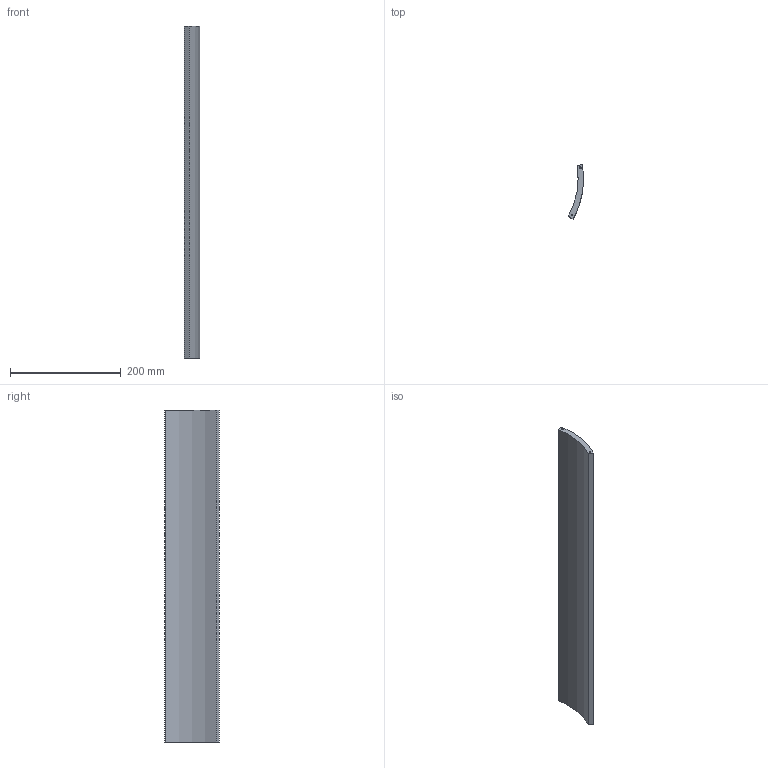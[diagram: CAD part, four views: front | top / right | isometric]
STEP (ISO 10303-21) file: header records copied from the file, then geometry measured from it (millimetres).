
FILE_DESCRIPTION(('FreeCAD Model'),'2;1');
FILE_NAME('pale_troncon2.step', '2019-02-25T16:15:46',('Author'),(''), 'Open CASCADE STEP processor 7.3','FreeCAD','Unknown');
FILE_SCHEMA(('AUTOMOTIVE_DESIGN { 1 0 10303 214 1 1 1 1 }'));
Length unit declared in the file: millimetre
Products named in the file (1): pale_troncon2
Bounding box: 27.7 x 98.13 x 600 mm (x, y, z)
Volume: 587810.5 mm3; surface area: 132692.1 mm2
Topology: 1 solids, 1 shells, 14 faces, 32 edges, 20 vertices
Faces by surface type: cylinder 6, plane 4, cone 4
Full cylindrical faces by diameter (mm): 3.3 x4
Entity records: 779 total; most frequent: CARTESIAN_POINT 155, DIRECTION 120, LINE 64, VECTOR 64, ORIENTED_EDGE 56, PCURVE 56, DEFINITIONAL_REPRESENTATION 56, EDGE_CURVE 28
